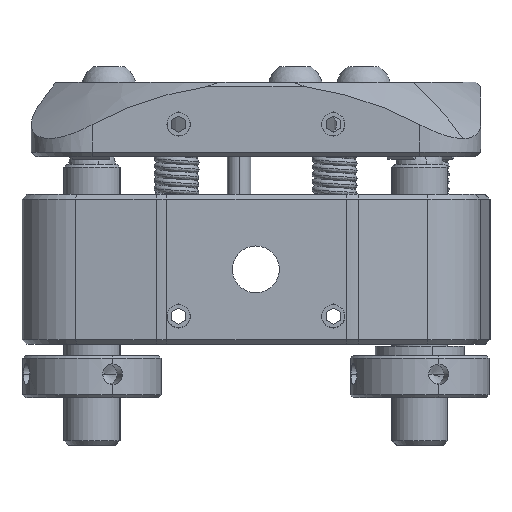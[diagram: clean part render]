
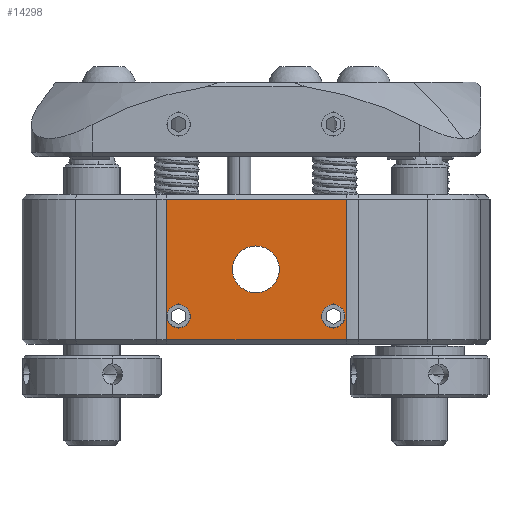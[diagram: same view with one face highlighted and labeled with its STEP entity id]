
A CAD part, front view. The second image highlights one B-rep face of the part: STEP entity #14298.
In plain terms, the highlighted planar face has unit normal (0, -1, 0).
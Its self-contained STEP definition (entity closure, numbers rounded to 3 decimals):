
#601 = EDGE_LOOP ( 'NONE', ( #13043, #9070, #11398, #17689 ) ) ;
#874 = VERTEX_POINT ( 'NONE', #12656 ) ;
#1416 = VERTEX_POINT ( 'NONE', #3768 ) ;
#1877 = CARTESIAN_POINT ( 'NONE',  ( -27.773, 0., 49. ) ) ;
#2403 = CIRCLE ( 'NONE', #5140, 1.25 ) ;
#2532 = VECTOR ( 'NONE', #28265, 1000. ) ;
#2701 = DIRECTION ( 'NONE',  ( 0., -1., 0. ) ) ;
#2759 = EDGE_CURVE ( 'NONE', #27600, #7232, #14690, .T. ) ;
#3358 = DIRECTION ( 'NONE',  ( 0., 0., -1. ) ) ;
#3387 = VERTEX_POINT ( 'NONE', #14517 ) ;
#3682 = DIRECTION ( 'NONE',  ( 0., 0., 1. ) ) ;
#3768 = CARTESIAN_POINT ( 'NONE',  ( -18.098, 0., 56.5 ) ) ;
#4813 = FACE_OUTER_BOUND ( 'NONE', #601, .T. ) ;
#5140 = AXIS2_PLACEMENT_3D ( 'NONE', #24674, #17644, #3682 ) ;
#5261 = DIRECTION ( 'NONE',  ( 0., 0., 1. ) ) ;
#5751 = DIRECTION ( 'NONE',  ( 0., 1., 0. ) ) ;
#6295 = EDGE_CURVE ( 'NONE', #12356, #10512, #28800, .T. ) ;
#6615 = FACE_BOUND ( 'NONE', #8728, .T. ) ;
#6683 = DIRECTION ( 'NONE',  ( 0., 0., 1. ) ) ;
#7220 = AXIS2_PLACEMENT_3D ( 'NONE', #1877, #8620, #6683 ) ;
#7232 = VERTEX_POINT ( 'NONE', #20709 ) ;
#7332 = FACE_BOUND ( 'NONE', #24230, .T. ) ;
#7384 = DIRECTION ( 'NONE',  ( 0., 0., 1. ) ) ;
#8362 = LINE ( 'NONE', #19767, #24421 ) ;
#8363 = CIRCLE ( 'NONE', #7220, 2.5 ) ;
#8477 = CARTESIAN_POINT ( 'NONE',  ( -36.023, 0., 42.75 ) ) ;
#8618 = CIRCLE ( 'NONE', #10558, 1.25 ) ;
#8620 = DIRECTION ( 'NONE',  ( 0., -1., 0. ) ) ;
#8728 = EDGE_LOOP ( 'NONE', ( #22485, #21279 ) ) ;
#8951 = EDGE_CURVE ( 'NONE', #19554, #3387, #15883, .T. ) ;
#9070 = ORIENTED_EDGE ( 'NONE', *, *, #20426, .T. ) ;
#9791 = AXIS2_PLACEMENT_3D ( 'NONE', #21239, #11755, #25827 ) ;
#9954 = EDGE_CURVE ( 'NONE', #874, #27231, #2403, .T. ) ;
#10299 = DIRECTION ( 'NONE',  ( 0., 0., -1. ) ) ;
#10425 = LINE ( 'NONE', #14141, #16233 ) ;
#10512 = VERTEX_POINT ( 'NONE', #12715 ) ;
#10558 = AXIS2_PLACEMENT_3D ( 'NONE', #28257, #18683, #13966 ) ;
#11398 = ORIENTED_EDGE ( 'NONE', *, *, #16122, .T. ) ;
#11510 = DIRECTION ( 'NONE',  ( 0., 0., 1. ) ) ;
#11755 = DIRECTION ( 'NONE',  ( 0., -1., 0. ) ) ;
#12356 = VERTEX_POINT ( 'NONE', #24519 ) ;
#12456 = FACE_BOUND ( 'NONE', #25711, .T. ) ;
#12538 = CARTESIAN_POINT ( 'NONE',  ( -27.773, 0., 51.5 ) ) ;
#12656 = CARTESIAN_POINT ( 'NONE',  ( -19.523, 0., 42.75 ) ) ;
#12715 = CARTESIAN_POINT ( 'NONE',  ( -18.098, 0., 41.5 ) ) ;
#13043 = ORIENTED_EDGE ( 'NONE', *, *, #20832, .T. ) ;
#13209 = VERTEX_POINT ( 'NONE', #20265 ) ;
#13467 = CARTESIAN_POINT ( 'NONE',  ( -19.523, 0., 45.25 ) ) ;
#13966 = DIRECTION ( 'NONE',  ( 0., 0., 1. ) ) ;
#13972 = DIRECTION ( 'NONE',  ( -1., 0., 0. ) ) ;
#14141 = CARTESIAN_POINT ( 'NONE',  ( -18.098, 0., 57. ) ) ;
#14237 = ORIENTED_EDGE ( 'NONE', *, *, #28775, .F. ) ;
#14298 = ADVANCED_FACE ( 'NONE', ( #7332, #12456, #6615, #4813 ), #27042, .F. ) ;
#14517 = CARTESIAN_POINT ( 'NONE',  ( -36.023, 0., 45.25 ) ) ;
#14690 = CIRCLE ( 'NONE', #9791, 2.5 ) ;
#15667 = ORIENTED_EDGE ( 'NONE', *, *, #9954, .F. ) ;
#15883 = CIRCLE ( 'NONE', #25616, 1.25 ) ;
#16122 = EDGE_CURVE ( 'NONE', #13209, #12356, #8362, .T. ) ;
#16233 = VECTOR ( 'NONE', #11510, 1000. ) ;
#17644 = DIRECTION ( 'NONE',  ( 0., -1., 0. ) ) ;
#17689 = ORIENTED_EDGE ( 'NONE', *, *, #6295, .T. ) ;
#18683 = DIRECTION ( 'NONE',  ( 0., -1., 0. ) ) ;
#18793 = EDGE_CURVE ( 'NONE', #7232, #27600, #8363, .T. ) ;
#19206 = VECTOR ( 'NONE', #13972, 1000. ) ;
#19376 = CARTESIAN_POINT ( 'NONE',  ( -2.773, 0., 41.5 ) ) ;
#19554 = VERTEX_POINT ( 'NONE', #8477 ) ;
#19767 = CARTESIAN_POINT ( 'NONE',  ( -37.297, 0., 57. ) ) ;
#19996 = CARTESIAN_POINT ( 'NONE',  ( -2.773, 0., 57. ) ) ;
#20039 = ORIENTED_EDGE ( 'NONE', *, *, #8951, .F. ) ;
#20265 = CARTESIAN_POINT ( 'NONE',  ( -37.297, 0., 56.5 ) ) ;
#20426 = EDGE_CURVE ( 'NONE', #1416, #13209, #27947, .T. ) ;
#20629 = ORIENTED_EDGE ( 'NONE', *, *, #23318, .F. ) ;
#20709 = CARTESIAN_POINT ( 'NONE',  ( -27.773, 0., 46.5 ) ) ;
#20832 = EDGE_CURVE ( 'NONE', #10512, #1416, #10425, .T. ) ;
#21239 = CARTESIAN_POINT ( 'NONE',  ( -27.773, 0., 49. ) ) ;
#21279 = ORIENTED_EDGE ( 'NONE', *, *, #18793, .F. ) ;
#21658 = DIRECTION ( 'NONE',  ( 0., -1., 0. ) ) ;
#22485 = ORIENTED_EDGE ( 'NONE', *, *, #2759, .F. ) ;
#22980 = AXIS2_PLACEMENT_3D ( 'NONE', #28480, #21658, #5261 ) ;
#23318 = EDGE_CURVE ( 'NONE', #3387, #19554, #24919, .T. ) ;
#24230 = EDGE_LOOP ( 'NONE', ( #14237, #15667 ) ) ;
#24421 = VECTOR ( 'NONE', #3358, 1000. ) ;
#24519 = CARTESIAN_POINT ( 'NONE',  ( -37.297, 0., 41.5 ) ) ;
#24674 = CARTESIAN_POINT ( 'NONE',  ( -19.523, 0., 44. ) ) ;
#24919 = CIRCLE ( 'NONE', #22980, 1.25 ) ;
#25616 = AXIS2_PLACEMENT_3D ( 'NONE', #28287, #2701, #7384 ) ;
#25711 = EDGE_LOOP ( 'NONE', ( #20629, #20039 ) ) ;
#25827 = DIRECTION ( 'NONE',  ( 0., 0., 1. ) ) ;
#27042 = PLANE ( 'NONE',  #27102 ) ;
#27102 = AXIS2_PLACEMENT_3D ( 'NONE', #19996, #5751, #10299 ) ;
#27231 = VERTEX_POINT ( 'NONE', #13467 ) ;
#27600 = VERTEX_POINT ( 'NONE', #12538 ) ;
#27947 = LINE ( 'NONE', #28263, #19206 ) ;
#28257 = CARTESIAN_POINT ( 'NONE',  ( -19.523, 0., 44. ) ) ;
#28263 = CARTESIAN_POINT ( 'NONE',  ( -37.297, 0., 56.5 ) ) ;
#28265 = DIRECTION ( 'NONE',  ( 1., 0., 0. ) ) ;
#28287 = CARTESIAN_POINT ( 'NONE',  ( -36.023, 0., 44. ) ) ;
#28480 = CARTESIAN_POINT ( 'NONE',  ( -36.023, 0., 44. ) ) ;
#28775 = EDGE_CURVE ( 'NONE', #27231, #874, #8618, .T. ) ;
#28800 = LINE ( 'NONE', #19376, #2532 ) ;
